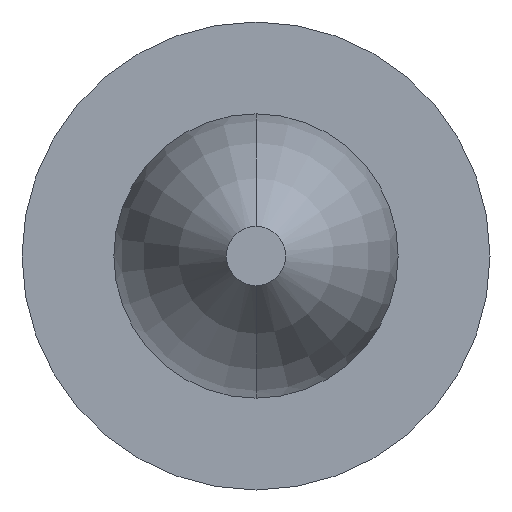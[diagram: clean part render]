
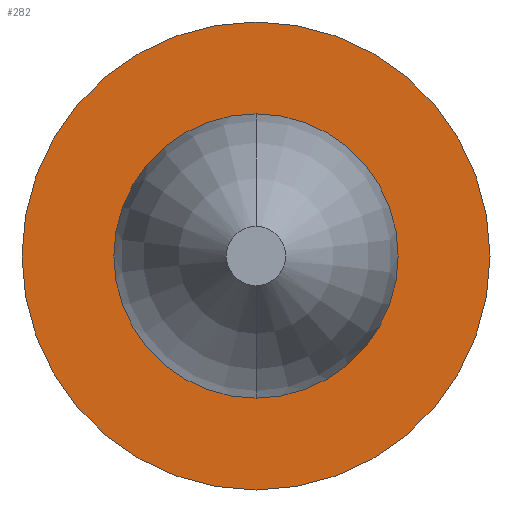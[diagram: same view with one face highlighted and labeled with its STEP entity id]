
A CAD part, front view. The second image highlights one B-rep face of the part: STEP entity #282.
In plain terms, the highlighted planar face has unit normal (0, -1, 0).
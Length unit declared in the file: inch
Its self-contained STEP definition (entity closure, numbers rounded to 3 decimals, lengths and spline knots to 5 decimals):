
#31 = CARTESIAN_POINT ( 'NONE',  ( 0.0072, 0., 0. ) ) ;
#59 = ORIENTED_EDGE ( 'NONE', *, *, #158, .T. ) ;
#97 = PLANE ( 'NONE',  #115 ) ;
#99 = EDGE_CURVE ( 'NONE', #212, #143, #525, .T. ) ;
#101 = EDGE_CURVE ( 'NONE', #200, #205, #521, .T. ) ;
#107 = FACE_BOUND ( 'NONE', #300, .T. ) ;
#115 = AXIS2_PLACEMENT_3D ( 'NONE', #31, #777, #653 ) ;
#126 = ORIENTED_EDGE ( 'NONE', *, *, #99, .F. ) ;
#143 = VERTEX_POINT ( 'NONE', #470 ) ;
#155 = FACE_OUTER_BOUND ( 'NONE', #426, .T. ) ;
#158 = EDGE_CURVE ( 'NONE', #205, #200, #441, .T. ) ;
#190 = EDGE_CURVE ( 'NONE', #143, #212, #380, .T. ) ;
#200 = VERTEX_POINT ( 'NONE', #315 ) ;
#205 = VERTEX_POINT ( 'NONE', #208 ) ;
#208 = CARTESIAN_POINT ( 'NONE',  ( 0., 0., -0.01185 ) ) ;
#211 = CARTESIAN_POINT ( 'NONE',  ( 0., 0., 0.0072 ) ) ;
#212 = VERTEX_POINT ( 'NONE', #211 ) ;
#276 = DIRECTION ( 'NONE',  ( 0., 0., -1. ) ) ;
#282 = ADVANCED_FACE ( 'NONE', ( #155, #107 ), #97, .T. ) ;
#290 = DIRECTION ( 'NONE',  ( 0., -1., 0. ) ) ;
#300 = EDGE_LOOP ( 'NONE', ( #780, #126 ) ) ;
#310 = CARTESIAN_POINT ( 'NONE',  ( 0., 0., 0. ) ) ;
#315 = CARTESIAN_POINT ( 'NONE',  ( 0., 0., 0.01185 ) ) ;
#328 = DIRECTION ( 'NONE',  ( 0., 0., -1. ) ) ;
#332 = DIRECTION ( 'NONE',  ( 0., -1., 0. ) ) ;
#348 = AXIS2_PLACEMENT_3D ( 'NONE', #310, #290, #276 ) ;
#380 = CIRCLE ( 'NONE', #348, 0.0072 ) ;
#426 = EDGE_LOOP ( 'NONE', ( #59, #489 ) ) ;
#429 = AXIS2_PLACEMENT_3D ( 'NONE', #725, #332, #328 ) ;
#441 = CIRCLE ( 'NONE', #429, 0.01185 ) ;
#470 = CARTESIAN_POINT ( 'NONE',  ( 0., 0., -0.0072 ) ) ;
#489 = ORIENTED_EDGE ( 'NONE', *, *, #101, .T. ) ;
#521 = CIRCLE ( 'NONE', #563, 0.01185 ) ;
#525 = CIRCLE ( 'NONE', #651, 0.0072 ) ;
#563 = AXIS2_PLACEMENT_3D ( 'NONE', #643, #604, #603 ) ;
#603 = DIRECTION ( 'NONE',  ( 0., 0., -1. ) ) ;
#604 = DIRECTION ( 'NONE',  ( 0., -1., 0. ) ) ;
#643 = CARTESIAN_POINT ( 'NONE',  ( 0., 0., 0. ) ) ;
#651 = AXIS2_PLACEMENT_3D ( 'NONE', #687, #680, #666 ) ;
#653 = DIRECTION ( 'NONE',  ( 0., 0., -1. ) ) ;
#666 = DIRECTION ( 'NONE',  ( 0., 0., -1. ) ) ;
#680 = DIRECTION ( 'NONE',  ( 0., -1., 0. ) ) ;
#687 = CARTESIAN_POINT ( 'NONE',  ( 0., 0., 0. ) ) ;
#725 = CARTESIAN_POINT ( 'NONE',  ( 0., 0., 0. ) ) ;
#777 = DIRECTION ( 'NONE',  ( 0., -1., 0. ) ) ;
#780 = ORIENTED_EDGE ( 'NONE', *, *, #190, .F. ) ;
